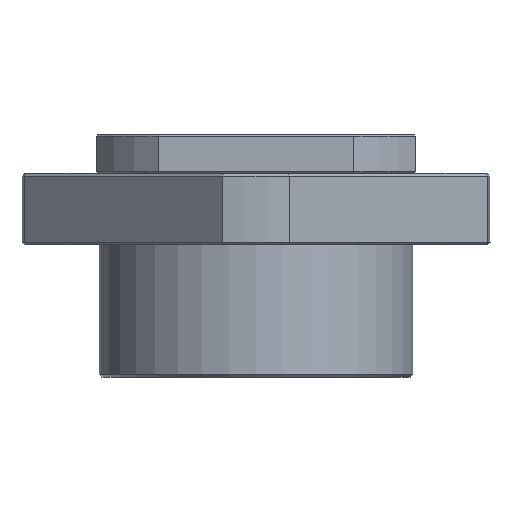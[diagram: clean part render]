
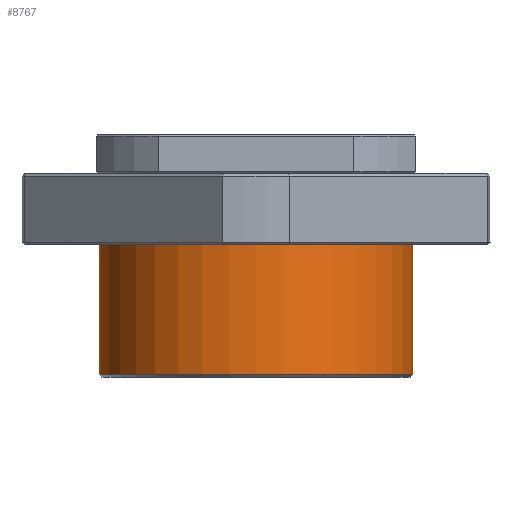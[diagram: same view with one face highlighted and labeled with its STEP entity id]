
A CAD part, front view. The second image highlights one B-rep face of the part: STEP entity #8767.
In plain terms, the highlighted cylindrical face has radius 28.5 mm (diameter 57 mm), a partial arc.
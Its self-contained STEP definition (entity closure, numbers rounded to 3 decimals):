
#2432 = VECTOR ( 'NONE', #7832, 1000. ) ;
#2661 = EDGE_CURVE ( 'NONE', #5948, #13344, #7688, .T. ) ;
#2853 = CARTESIAN_POINT ( 'NONE',  ( -28.5, 0., 0.5 ) ) ;
#3314 = EDGE_CURVE ( 'NONE', #14207, #5948, #7877, .T. ) ;
#4723 = EDGE_CURVE ( 'NONE', #17401, #13344, #11260, .T. ) ;
#5474 = AXIS2_PLACEMENT_3D ( 'NONE', #8115, #13338, #11459 ) ;
#5948 = VERTEX_POINT ( 'NONE', #6677 ) ;
#6677 = CARTESIAN_POINT ( 'NONE',  ( 28.5, 0., 0.5 ) ) ;
#7688 = CIRCLE ( 'NONE', #17541, 28.5 ) ;
#7832 = DIRECTION ( 'NONE',  ( 0., 0., -1. ) ) ;
#7853 = CARTESIAN_POINT ( 'NONE',  ( 28.5, 0., 24. ) ) ;
#7877 = LINE ( 'NONE', #7853, #2432 ) ;
#8115 = CARTESIAN_POINT ( 'NONE',  ( 0., 0., 24. ) ) ;
#8767 = ADVANCED_FACE ( 'NONE', ( #11792 ), #11899, .T. ) ;
#9581 = EDGE_LOOP ( 'NONE', ( #10839, #12448, #17963, #12308 ) ) ;
#10363 = CARTESIAN_POINT ( 'NONE',  ( -28.5, 0., 24. ) ) ;
#10839 = ORIENTED_EDGE ( 'NONE', *, *, #3314, .F. ) ;
#11059 = DIRECTION ( 'NONE',  ( 0., 0., -1. ) ) ;
#11152 = DIRECTION ( 'NONE',  ( -1., 0., 0. ) ) ;
#11157 = CARTESIAN_POINT ( 'NONE',  ( -28.5, 0., 24. ) ) ;
#11260 = LINE ( 'NONE', #11157, #16403 ) ;
#11459 = DIRECTION ( 'NONE',  ( -1., 0., 0. ) ) ;
#11792 = FACE_OUTER_BOUND ( 'NONE', #9581, .T. ) ;
#11899 = CYLINDRICAL_SURFACE ( 'NONE', #11942, 28.5 ) ;
#11942 = AXIS2_PLACEMENT_3D ( 'NONE', #16798, #13034, #11152 ) ;
#12308 = ORIENTED_EDGE ( 'NONE', *, *, #2661, .F. ) ;
#12448 = ORIENTED_EDGE ( 'NONE', *, *, #15728, .T. ) ;
#13034 = DIRECTION ( 'NONE',  ( 0., 0., -1. ) ) ;
#13338 = DIRECTION ( 'NONE',  ( 0., 0., -1. ) ) ;
#13344 = VERTEX_POINT ( 'NONE', #2853 ) ;
#14207 = VERTEX_POINT ( 'NONE', #15288 ) ;
#15288 = CARTESIAN_POINT ( 'NONE',  ( 28.5, 0., 24. ) ) ;
#15711 = DIRECTION ( 'NONE',  ( -1., 0., 0. ) ) ;
#15728 = EDGE_CURVE ( 'NONE', #14207, #17401, #17209, .T. ) ;
#15730 = DIRECTION ( 'NONE',  ( 0., 0., -1. ) ) ;
#15748 = CARTESIAN_POINT ( 'NONE',  ( 0., 0., 0.5 ) ) ;
#16403 = VECTOR ( 'NONE', #11059, 1000. ) ;
#16798 = CARTESIAN_POINT ( 'NONE',  ( 0., 0., 24. ) ) ;
#17209 = CIRCLE ( 'NONE', #5474, 28.5 ) ;
#17401 = VERTEX_POINT ( 'NONE', #10363 ) ;
#17541 = AXIS2_PLACEMENT_3D ( 'NONE', #15748, #15730, #15711 ) ;
#17963 = ORIENTED_EDGE ( 'NONE', *, *, #4723, .T. ) ;
